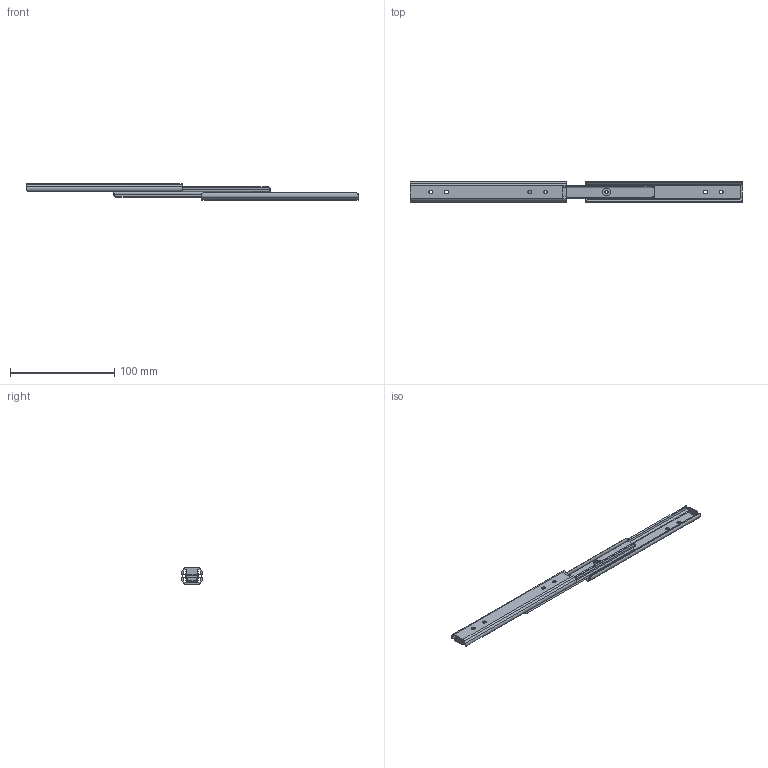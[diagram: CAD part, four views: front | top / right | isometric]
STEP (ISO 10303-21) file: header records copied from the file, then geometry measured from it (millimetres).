
FILE_DESCRIPTION (( 'STEP AP203' ), '1' );
FILE_NAME ('2031-150 AS.STEP', '2020-04-23T05:18:57', ( '' ), ( '' ), 'SwSTEP 2.0', 'SolidWorks 2019', '' );
FILE_SCHEMA (( 'CONFIG_CONTROL_DESIGN' ));
Length unit declared in the file: millimetre
Products named in the file (3): IM-2031-150; OM-2031-150; 2031-150 AS
Assembly tree (4 placements, depth 2):
  2031-150 AS
    OM-2031-150  x2
    IM-2031-150  x2
Bounding box: 318.6 x 20 x 16 mm (x, y, z)
Volume: 18442.9 mm3; surface area: 30084.1 mm2
Topology: 4 solids, 4 shells, 188 faces, 540 edges, 356 vertices
Faces by surface type: plane 98, cylinder 90
Entity records: 3673 total; most frequent: CARTESIAN_POINT 809, ORIENTED_EDGE 540, DIRECTION 518, EDGE_CURVE 270, VERTEX_POINT 178, AXIS2_PLACEMENT_3D 175, VECTOR 168, LINE 168
